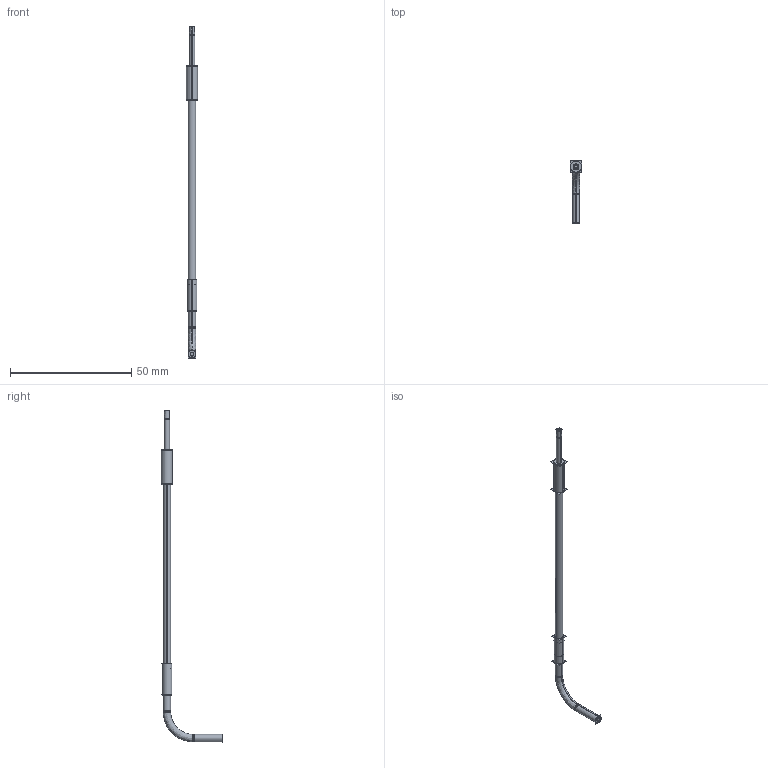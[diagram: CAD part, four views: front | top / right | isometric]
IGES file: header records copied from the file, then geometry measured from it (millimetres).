
Start section:  PTC IGES file: 161874.igs
Global section: file name: 161874.igs; native system: Creo Parametric by PTC Inc.; preprocessor: 2019292; author: PDMAdmin; organization: Unknown; date: 20200617.143106; units: millimetre
Bounding box: 4.79 x 25.49 x 137.02 mm (x, y, z)
Volume: 967 mm3; surface area: 8727.9 mm2
Topology: 4 solids, 5 shells, 94 faces, 454 edges, 588 vertices
Faces by surface type: revolution 72, bspline 22
